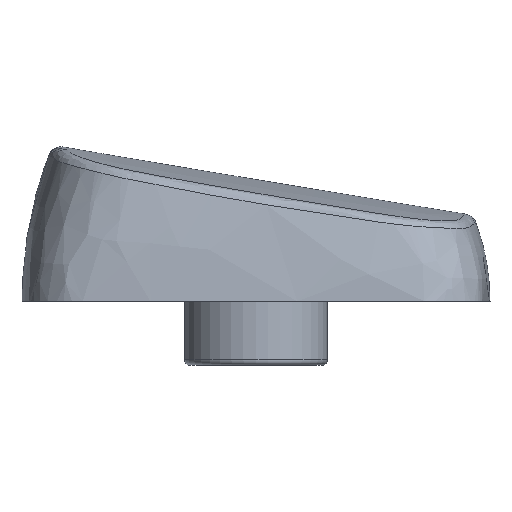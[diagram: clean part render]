
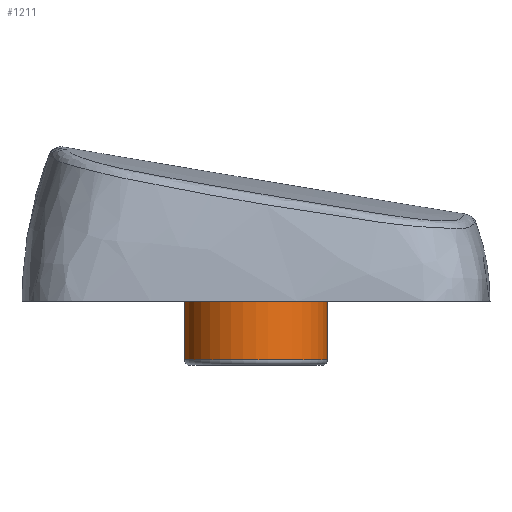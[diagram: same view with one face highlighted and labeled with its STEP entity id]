
A CAD part, left-side view. The second image highlights one B-rep face of the part: STEP entity #1211.
In plain terms, the highlighted cylindrical face has radius 2.75 mm (diameter 5.5 mm), a full revolution.
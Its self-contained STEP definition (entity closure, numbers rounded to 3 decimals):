
#192=FACE_OUTER_BOUND('',#239,.T.);
#239=EDGE_LOOP('',(#881,#882,#883,#884));
#289=CIRCLE('',#1296,2.75);
#290=CIRCLE('',#1298,2.75);
#334=LINE('',#1686,#387);
#387=VECTOR('',#1463,2.75);
#443=VERTEX_POINT('',#1681);
#444=VERTEX_POINT('',#1685);
#629=EDGE_CURVE('',#443,#443,#289,.T.);
#630=EDGE_CURVE('',#443,#444,#334,.T.);
#631=EDGE_CURVE('',#444,#444,#290,.T.);
#881=ORIENTED_EDGE('',*,*,#629,.F.);
#882=ORIENTED_EDGE('',*,*,#630,.T.);
#883=ORIENTED_EDGE('',*,*,#631,.F.);
#884=ORIENTED_EDGE('',*,*,#630,.F.);
#1182=CYLINDRICAL_SURFACE('',#1297,2.75);
#1211=ADVANCED_FACE('',(#192),#1182,.T.);
#1296=AXIS2_PLACEMENT_3D('',#1683,#1459,#1460);
#1297=AXIS2_PLACEMENT_3D('',#1684,#1461,#1462);
#1298=AXIS2_PLACEMENT_3D('',#1687,#1464,#1465);
#1459=DIRECTION('center_axis',(0.,0.,
-1.));
#1460=DIRECTION('ref_axis',(-1.,0.,0.));
#1461=DIRECTION('center_axis',(0.,0.,
-1.));
#1462=DIRECTION('ref_axis',(-1.,0.,0.));
#1463=DIRECTION('',(0.,0.,1.));
#1464=DIRECTION('center_axis',(0.,0.,
1.));
#1465=DIRECTION('ref_axis',(-1.,0.,0.));
#1681=CARTESIAN_POINT('',(2.738,-47.621,-3.1));
#1683=CARTESIAN_POINT('Origin',(-0.012,-47.621,-3.1));
#1684=CARTESIAN_POINT('Origin',(-0.012,-47.621,0.));
#1685=CARTESIAN_POINT('',(2.738,-47.621,-0.25));
#1686=CARTESIAN_POINT('',(2.738,-47.621,0.));
#1687=CARTESIAN_POINT('Origin',(-0.012,-47.621,-0.25));
